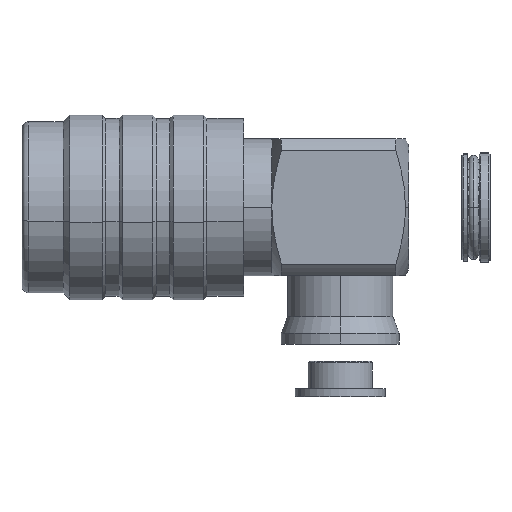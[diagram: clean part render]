
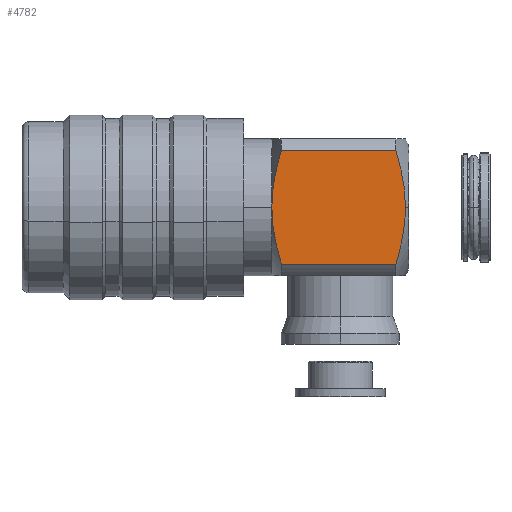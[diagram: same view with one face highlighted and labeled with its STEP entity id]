
A CAD part, top view. The second image highlights one B-rep face of the part: STEP entity #4782.
In plain terms, the highlighted planar face has unit normal (0, 0, 1).
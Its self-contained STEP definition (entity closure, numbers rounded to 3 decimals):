
#443 = ORIENTED_EDGE ( 'NONE', *, *, #13356, .T. ) ;
#444 = ORIENTED_EDGE ( 'NONE', *, *, #13413, .T. ) ;
#445 = ORIENTED_EDGE ( 'NONE', *, *, #13417, .T. ) ;
#446 = ORIENTED_EDGE ( 'NONE', *, *, #13436, .T. ) ;
#447 = ORIENTED_EDGE ( 'NONE', *, *, #13453, .T. ) ;
#448 = ORIENTED_EDGE ( 'NONE', *, *, #13422, .T. ) ;
#1159 = CARTESIAN_POINT ( 'NONE',  ( 14.999, -4.153, 5. ) ) ;
#1314 = CARTESIAN_POINT ( 'NONE',  ( 14.3, 0., 5. ) ) ;
#1652 = CARTESIAN_POINT ( 'NONE',  ( 23.367, 4.153, 5. ) ) ;
#1685 = CARTESIAN_POINT ( 'NONE',  ( 23.367, -4.153, 5. ) ) ;
#1713 = CARTESIAN_POINT ( 'NONE',  ( 24.067, 0., 5. ) ) ;
#1734 = CARTESIAN_POINT ( 'NONE',  ( 14.999, 4.153, 5. ) ) ;
#2787 = AXIS2_PLACEMENT_3D ( 'NONE', #9018, #9036, #9037 ) ;
#3823 = B_SPLINE_CURVE_WITH_KNOTS ( 'NONE', 3,
 ( #14974, #14979, #14980, #14981, #14982, #14983, #14984, #14985 ),
 .UNSPECIFIED., .F., .F.,
 ( 4, 2, 2, 4 ),
 ( 0.005, 0.007, 0.008, 0.009 ),
 .UNSPECIFIED. ) ;
#3830 = B_SPLINE_CURVE_WITH_KNOTS ( 'NONE', 3,
 ( #15148, #15151, #15152, #15153, #15154, #15155 ),
 .UNSPECIFIED., .F., .F.,
 ( 4, 2, 4 ),
 ( 0.009, 0.011, 0.014 ),
 .UNSPECIFIED. ) ;
#3834 = B_SPLINE_CURVE_WITH_KNOTS ( 'NONE', 3,
 ( #15219, #15222, #15223, #15224, #15225, #15226 ),
 .UNSPECIFIED., .F., .F.,
 ( 4, 2, 4 ),
 ( 0.006, 0.008, 0.01 ),
 .UNSPECIFIED. ) ;
#3838 = B_SPLINE_CURVE_WITH_KNOTS ( 'NONE', 3,
 ( #15283, #15286, #15287, #15288, #15289, #15290, #15291, #15292 ),
 .UNSPECIFIED., .F., .F.,
 ( 4, 2, 2, 4 ),
 ( 0.01, 0.011, 0.012, 0.014 ),
 .UNSPECIFIED. ) ;
#4290 = VERTEX_POINT ( 'NONE', #1314 ) ;
#4326 = VERTEX_POINT ( 'NONE', #1685 ) ;
#4329 = VERTEX_POINT ( 'NONE', #1713 ) ;
#4342 = VERTEX_POINT ( 'NONE', #1734 ) ;
#4346 = VERTEX_POINT ( 'NONE', #1652 ) ;
#4360 = VERTEX_POINT ( 'NONE', #1159 ) ;
#4782 = ADVANCED_FACE ( 'NONE', ( #9869 ), #9029, .T. ) ;
#9018 = CARTESIAN_POINT ( 'NONE',  ( 12.7, -5., 5. ) ) ;
#9029 = PLANE ( 'NONE',  #2787 ) ;
#9036 = DIRECTION ( 'NONE',  ( 0., 0., 1. ) ) ;
#9037 = DIRECTION ( 'NONE',  ( 0., -1., 0. ) ) ;
#9869 = FACE_OUTER_BOUND ( 'NONE', #16412, .T. ) ;
#13356 = EDGE_CURVE ( 'NONE', #4342, #4290, #3823, .T. ) ;
#13413 = EDGE_CURVE ( 'NONE', #4290, #4360, #3830, .T. ) ;
#13417 = EDGE_CURVE ( 'NONE', #4360, #4326, #14420, .T. ) ;
#13422 = EDGE_CURVE ( 'NONE', #4346, #4342, #14426, .T. ) ;
#13436 = EDGE_CURVE ( 'NONE', #4326, #4329, #3834, .T. ) ;
#13453 = EDGE_CURVE ( 'NONE', #4329, #4346, #3838, .T. ) ;
#14417 = VECTOR ( 'NONE', #15169, 1000. ) ;
#14420 = LINE ( 'NONE', #15159, #14417 ) ;
#14426 = LINE ( 'NONE', #15181, #14427 ) ;
#14427 = VECTOR ( 'NONE', #15182, 1000. ) ;
#14974 = CARTESIAN_POINT ( 'NONE',  ( 14.999, 4.153, 5. ) ) ;
#14979 = CARTESIAN_POINT ( 'NONE',  ( 14.8, 3.483, 5. ) ) ;
#14980 = CARTESIAN_POINT ( 'NONE',  ( 14.625, 2.804, 5. ) ) ;
#14981 = CARTESIAN_POINT ( 'NONE',  ( 14.436, 1.764, 5. ) ) ;
#14982 = CARTESIAN_POINT ( 'NONE',  ( 14.386, 1.413, 5. ) ) ;
#14983 = CARTESIAN_POINT ( 'NONE',  ( 14.317, 0.704, 5. ) ) ;
#14984 = CARTESIAN_POINT ( 'NONE',  ( 14.3, 0.351, 5. ) ) ;
#14985 = CARTESIAN_POINT ( 'NONE',  ( 14.3, 0., 5. ) ) ;
#15148 = CARTESIAN_POINT ( 'NONE',  ( 14.3, 0., 5. ) ) ;
#15151 = CARTESIAN_POINT ( 'NONE',  ( 14.3, -0.705, 5. ) ) ;
#15152 = CARTESIAN_POINT ( 'NONE',  ( 14.372, -1.402, 5. ) ) ;
#15153 = CARTESIAN_POINT ( 'NONE',  ( 14.621, -2.785, 5. ) ) ;
#15154 = CARTESIAN_POINT ( 'NONE',  ( 14.797, -3.473, 5. ) ) ;
#15155 = CARTESIAN_POINT ( 'NONE',  ( 14.999, -4.153, 5. ) ) ;
#15159 = CARTESIAN_POINT ( 'NONE',  ( 0., -4.153, 5. ) ) ;
#15169 = DIRECTION ( 'NONE',  ( 1., 0., 0. ) ) ;
#15181 = CARTESIAN_POINT ( 'NONE',  ( 0., 4.153, 5. ) ) ;
#15182 = DIRECTION ( 'NONE',  ( -1., 0., 0. ) ) ;
#15219 = CARTESIAN_POINT ( 'NONE',  ( 23.367, -4.153, 5. ) ) ;
#15222 = CARTESIAN_POINT ( 'NONE',  ( 23.57, -3.473, 5. ) ) ;
#15223 = CARTESIAN_POINT ( 'NONE',  ( 23.746, -2.785, 5. ) ) ;
#15224 = CARTESIAN_POINT ( 'NONE',  ( 23.995, -1.402, 5. ) ) ;
#15225 = CARTESIAN_POINT ( 'NONE',  ( 24.067, -0.705, 5. ) ) ;
#15226 = CARTESIAN_POINT ( 'NONE',  ( 24.067, 0., 5. ) ) ;
#15283 = CARTESIAN_POINT ( 'NONE',  ( 24.067, 0., 5. ) ) ;
#15286 = CARTESIAN_POINT ( 'NONE',  ( 24.067, 0.351, 5. ) ) ;
#15287 = CARTESIAN_POINT ( 'NONE',  ( 24.049, 0.704, 5. ) ) ;
#15288 = CARTESIAN_POINT ( 'NONE',  ( 23.981, 1.413, 5. ) ) ;
#15289 = CARTESIAN_POINT ( 'NONE',  ( 23.93, 1.764, 5. ) ) ;
#15290 = CARTESIAN_POINT ( 'NONE',  ( 23.742, 2.804, 5. ) ) ;
#15291 = CARTESIAN_POINT ( 'NONE',  ( 23.567, 3.483, 5. ) ) ;
#15292 = CARTESIAN_POINT ( 'NONE',  ( 23.367, 4.153, 5. ) ) ;
#16412 = EDGE_LOOP ( 'NONE', ( #443, #444, #445, #446, #447, #448 ) ) ;
